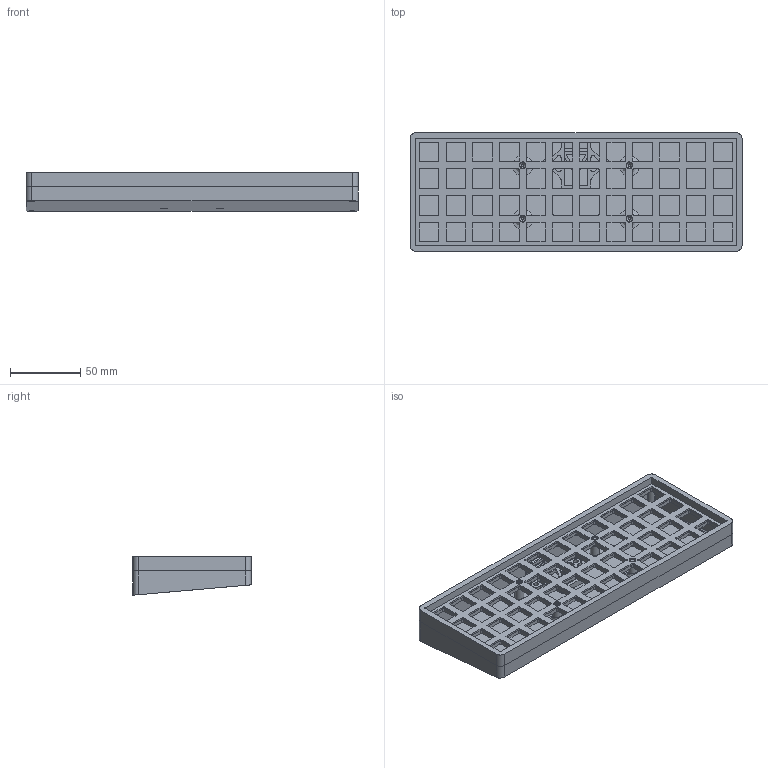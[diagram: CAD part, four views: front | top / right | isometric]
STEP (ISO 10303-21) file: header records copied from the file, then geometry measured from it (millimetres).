
FILE_DESCRIPTION(/* description */ (''),/* implementation_level */ '2;1');
FILE_NAME(/* name */ 'VOID40 Redux - Pro Micro - Angled.step',/* time_stamp */ '2023-06-13T13:20:05+03:00',/* author */ (''),/* organization */ (''),/* preprocessor_version */ 'ST-DEVELOPER v19.2',/* originating_system */ 'Autodesk Translation Framework v12.6.0.85',/* authorisation */ '');
FILE_SCHEMA (('AUTOMOTIVE_DESIGN { 1 0 10303 214 3 1 1 }'));
Length unit declared in the file: millimetre
Products named in the file (2): VOID40 Redux; VOID40 Redux Angled Controller Mount
Assembly tree (1 placements, depth 2):
  VOID40 Redux
    VOID40 Redux Angled Controller Mount
Bounding box: 236.85 x 84.45 x 27.39 mm (x, y, z)
Volume: 130246.7 mm3; surface area: 108973.8 mm2
Topology: 3 solids, 3 shells, 1115 faces, 3057 edges, 2010 vertices
Faces by surface type: plane 546, cylinder 517, bspline 30, torus 14, cone 8
Full cylindrical faces by diameter (mm): 2.4 x10, 3.5 x10, 4 x4, 4.2 x4, 6.4 x4
Entity records: 37053 total; most frequent: CARTESIAN_POINT 7493, DIRECTION 6273, ORIENTED_EDGE 6098, EDGE_CURVE 3049, AXIS2_PLACEMENT_3D 2173, VERTEX_POINT 2010, LINE 1927, VECTOR 1927
